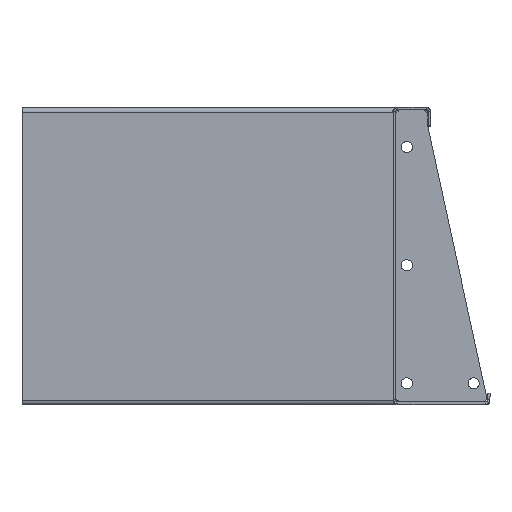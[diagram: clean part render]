
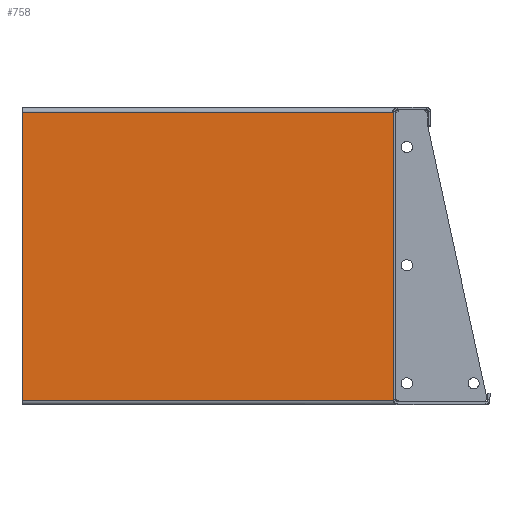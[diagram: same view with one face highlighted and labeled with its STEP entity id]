
A CAD part, top view. The second image highlights one B-rep face of the part: STEP entity #758.
In plain terms, the highlighted planar face has unit normal (0, 0, 1).
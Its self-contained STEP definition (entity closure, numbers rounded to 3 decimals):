
#290 = DIRECTION ( 'NONE',  ( 0., -1., 0. ) ) ;
#307 = LINE ( 'NONE', #1703, #748 ) ;
#386 = LINE ( 'NONE', #1564, #1005 ) ;
#446 = AXIS2_PLACEMENT_3D ( 'NONE', #4194, #3323, #4169 ) ;
#748 = VECTOR ( 'NONE', #1684, 1000. ) ;
#758 = ADVANCED_FACE ( 'NONE', ( #841 ), #1930, .F. ) ;
#764 = EDGE_CURVE ( 'NONE', #1261, #2731, #386, .T. ) ;
#812 = DIRECTION ( 'NONE',  ( 0., 1., 0. ) ) ;
#841 = FACE_OUTER_BOUND ( 'NONE', #3927, .T. ) ;
#848 = EDGE_CURVE ( 'NONE', #3104, #1123, #2559, .T. ) ;
#1005 = VECTOR ( 'NONE', #290, 1000. ) ;
#1123 = VERTEX_POINT ( 'NONE', #1346 ) ;
#1261 = VERTEX_POINT ( 'NONE', #3008 ) ;
#1316 = DIRECTION ( 'NONE',  ( 1., 0., 0. ) ) ;
#1346 = CARTESIAN_POINT ( 'NONE',  ( 248.586, 194., 0. ) ) ;
#1528 = VECTOR ( 'NONE', #1888, 1000. ) ;
#1564 = CARTESIAN_POINT ( 'NONE',  ( -250., -200., 0. ) ) ;
#1635 = LINE ( 'NONE', #4252, #1997 ) ;
#1684 = DIRECTION ( 'NONE',  ( -1., 0., 0. ) ) ;
#1703 = CARTESIAN_POINT ( 'NONE',  ( 250., 194., 0. ) ) ;
#1888 = DIRECTION ( 'NONE',  ( -1., 0., 0. ) ) ;
#1930 = PLANE ( 'NONE',  #446 ) ;
#1997 = VECTOR ( 'NONE', #1316, 1000. ) ;
#2152 = ORIENTED_EDGE ( 'NONE', *, *, #848, .T. ) ;
#2484 = CARTESIAN_POINT ( 'NONE',  ( 250., -200., 0. ) ) ;
#2559 = LINE ( 'NONE', #2583, #1528 ) ;
#2583 = CARTESIAN_POINT ( 'NONE',  ( 250., 194., 0. ) ) ;
#2620 = EDGE_CURVE ( 'NONE', #2818, #3104, #4097, .T. ) ;
#2681 = VECTOR ( 'NONE', #812, 1000. ) ;
#2731 = VERTEX_POINT ( 'NONE', #3928 ) ;
#2780 = EDGE_CURVE ( 'NONE', #2731, #2818, #1635, .T. ) ;
#2818 = VERTEX_POINT ( 'NONE', #3985 ) ;
#2980 = EDGE_CURVE ( 'NONE', #1123, #1261, #307, .T. ) ;
#3008 = CARTESIAN_POINT ( 'NONE',  ( -250., 194., 0. ) ) ;
#3104 = VERTEX_POINT ( 'NONE', #3638 ) ;
#3320 = ORIENTED_EDGE ( 'NONE', *, *, #764, .T. ) ;
#3323 = DIRECTION ( 'NONE',  ( 0., 0., -1. ) ) ;
#3638 = CARTESIAN_POINT ( 'NONE',  ( 250., 194., 0. ) ) ;
#3875 = ORIENTED_EDGE ( 'NONE', *, *, #2620, .T. ) ;
#3927 = EDGE_LOOP ( 'NONE', ( #3875, #2152, #4041, #3320, #4172 ) ) ;
#3928 = CARTESIAN_POINT ( 'NONE',  ( -250., -194., 0. ) ) ;
#3985 = CARTESIAN_POINT ( 'NONE',  ( 250., -194., 0. ) ) ;
#4041 = ORIENTED_EDGE ( 'NONE', *, *, #2980, .T. ) ;
#4097 = LINE ( 'NONE', #2484, #2681 ) ;
#4169 = DIRECTION ( 'NONE',  ( -1., 0., 0. ) ) ;
#4172 = ORIENTED_EDGE ( 'NONE', *, *, #2780, .T. ) ;
#4194 = CARTESIAN_POINT ( 'NONE',  ( 0., 0., 0. ) ) ;
#4252 = CARTESIAN_POINT ( 'NONE',  ( -250., -194., 0. ) ) ;
